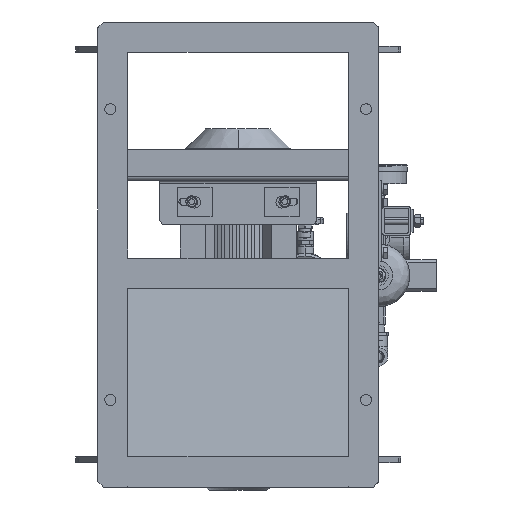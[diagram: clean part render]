
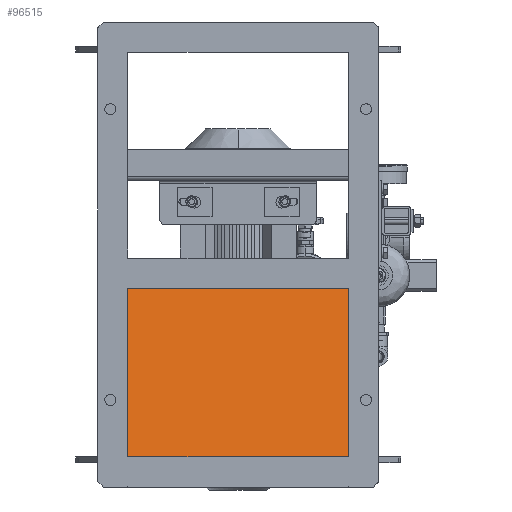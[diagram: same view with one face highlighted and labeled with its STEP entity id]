
A CAD part, front view. The second image highlights one B-rep face of the part: STEP entity #96515.
In plain terms, the highlighted planar face has unit normal (0, -0.982, 0.187).
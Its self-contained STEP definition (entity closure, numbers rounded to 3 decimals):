
#2243 = FACE_OUTER_BOUND ( 'NONE', #30060, .T. ) ;
#3217 = DIRECTION ( 'NONE',  ( 0., 0.187, 0.982 ) ) ;
#3246 = ORIENTED_EDGE ( 'NONE', *, *, #73239, .F. ) ;
#12134 = PLANE ( 'NONE',  #97046 ) ;
#20445 = EDGE_CURVE ( 'NONE', #91005, #60644, #76585, .T. ) ;
#23291 = CARTESIAN_POINT ( 'NONE',  ( 190., -228.965, 192. ) ) ;
#23819 = LINE ( 'NONE', #80508, #30446 ) ;
#26743 = EDGE_CURVE ( 'NONE', #83714, #31704, #34650, .T. ) ;
#28543 = EDGE_CURVE ( 'NONE', #31704, #60644, #23819, .T. ) ;
#28821 = CARTESIAN_POINT ( 'NONE',  ( 190., -283.965, -97.437 ) ) ;
#30060 = EDGE_LOOP ( 'NONE', ( #92707, #96870, #72898, #3246 ) ) ;
#30446 = VECTOR ( 'NONE', #71214, 1000. ) ;
#31704 = VERTEX_POINT ( 'NONE', #100319 ) ;
#34650 = LINE ( 'NONE', #23291, #62609 ) ;
#35536 = CARTESIAN_POINT ( 'NONE',  ( 190., -283.965, -97.437 ) ) ;
#37560 = CARTESIAN_POINT ( 'NONE',  ( 190., -283.965, -97.437 ) ) ;
#54304 = DIRECTION ( 'NONE',  ( 0., 0.982, -0.187 ) ) ;
#57952 = DIRECTION ( 'NONE',  ( -1., 0., 0. ) ) ;
#60644 = VERTEX_POINT ( 'NONE', #105742 ) ;
#62609 = VECTOR ( 'NONE', #57952, 1000. ) ;
#63203 = VECTOR ( 'NONE', #80972, 1000. ) ;
#70711 = CARTESIAN_POINT ( 'NONE',  ( 190., -283.965, -97.437 ) ) ;
#71214 = DIRECTION ( 'NONE',  ( 0., -0.187, -0.982 ) ) ;
#72898 = ORIENTED_EDGE ( 'NONE', *, *, #20445, .F. ) ;
#73239 = EDGE_CURVE ( 'NONE', #83714, #91005, #98597, .T. ) ;
#76585 = LINE ( 'NONE', #28821, #63203 ) ;
#79650 = DIRECTION ( 'NONE',  ( 0., -0.187, -0.982 ) ) ;
#80508 = CARTESIAN_POINT ( 'NONE',  ( -190., -283.965, -97.437 ) ) ;
#80972 = DIRECTION ( 'NONE',  ( -1., 0., 0. ) ) ;
#83714 = VERTEX_POINT ( 'NONE', #89470 ) ;
#89470 = CARTESIAN_POINT ( 'NONE',  ( 190., -228.965, 192. ) ) ;
#91005 = VERTEX_POINT ( 'NONE', #35536 ) ;
#92707 = ORIENTED_EDGE ( 'NONE', *, *, #26743, .T. ) ;
#96515 = ADVANCED_FACE ( 'NONE', ( #2243 ), #12134, .F. ) ;
#96870 = ORIENTED_EDGE ( 'NONE', *, *, #28543, .T. ) ;
#97046 = AXIS2_PLACEMENT_3D ( 'NONE', #37560, #54304, #3217 ) ;
#98597 = LINE ( 'NONE', #70711, #103931 ) ;
#100319 = CARTESIAN_POINT ( 'NONE',  ( -190., -228.965, 192. ) ) ;
#103931 = VECTOR ( 'NONE', #79650, 1000. ) ;
#105742 = CARTESIAN_POINT ( 'NONE',  ( -190., -283.965, -97.437 ) ) ;
